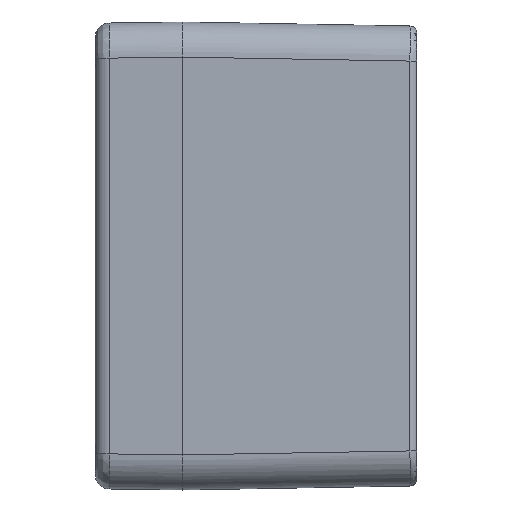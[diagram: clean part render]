
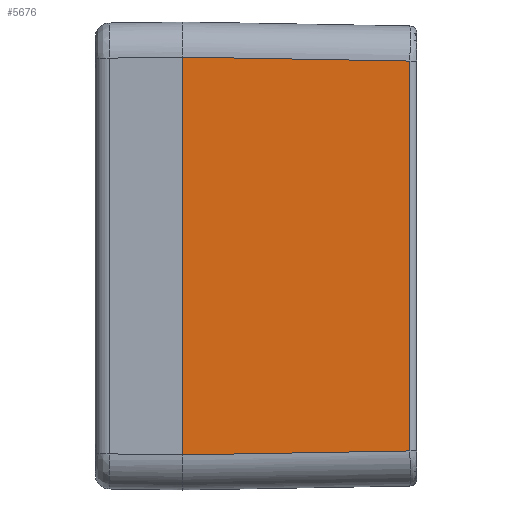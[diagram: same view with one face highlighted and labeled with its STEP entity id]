
A CAD part, left-side view. The second image highlights one B-rep face of the part: STEP entity #5676.
In plain terms, the highlighted planar face has unit normal (-1, -0.018, 0).
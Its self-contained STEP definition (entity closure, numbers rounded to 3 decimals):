
#900=CARTESIAN_POINT('',(-60.,40.,-34.001));
#948=CARTESIAN_POINT('',(-60.,40.,34.001));
#959=DIRECTION('',(0.,0.,-1.));
#960=VECTOR('',#959,68.002);
#961=CARTESIAN_POINT('',(-60.,40.,34.001));
#962=LINE('',#961,#960);
#1435=DIRECTION('',(0.,0.,-1.));
#1436=VECTOR('',#1435,66.647);
#1437=CARTESIAN_POINT('',(-59.322,1.179,33.323));
#1438=LINE('',#1437,#1436);
#1442=DIRECTION('',(0.017,-1.,0.017));
#1443=VECTOR('',#1442,38.833);
#1444=CARTESIAN_POINT('',(-60.,40.,-34.001));
#1445=LINE('',#1444,#1443);
#1449=DIRECTION('',(0.017,-1.,-0.017));
#1450=VECTOR('',#1449,38.833);
#1451=CARTESIAN_POINT('',(-60.,40.,34.001));
#1452=LINE('',#1451,#1450);
#4245=VERTEX_POINT('',#900);
#4250=VERTEX_POINT('',#948);
#4609=CARTESIAN_POINT('',(-59.322,1.179,33.323));
#4610=CARTESIAN_POINT('',(-59.322,1.179,
-33.323));
#4611=VERTEX_POINT('',#4609);
#4612=VERTEX_POINT('',#4610);
#5664=CARTESIAN_POINT('',(-60.,40.,-42.904));
#5665=DIRECTION('',(-1.,-0.017,0.));
#5666=DIRECTION('',(0.,0.,-1.));
#5667=AXIS2_PLACEMENT_3D('',#5664,#5665,#5666);
#5668=PLANE('',#5667);
#5669=ORIENTED_EDGE('',*,*,#5301,.T.);
#5671=ORIENTED_EDGE('',*,*,#5670,.F.);
#5672=ORIENTED_EDGE('',*,*,#4856,.F.);
#5673=ORIENTED_EDGE('',*,*,#5657,.T.);
#5674=EDGE_LOOP('',(#5669,#5671,#5672,#5673));
#5675=FACE_OUTER_BOUND('',#5674,.F.);
#5676=ADVANCED_FACE('',(#5675),#5668,.T.);
#4856=EDGE_CURVE('',#4250,#4245,#962,.T.);
#5301=EDGE_CURVE('',#4611,#4612,#1438,.T.);
#5657=EDGE_CURVE('',#4250,#4611,#1452,.T.);
#5670=EDGE_CURVE('',#4245,#4612,#1445,.T.);
